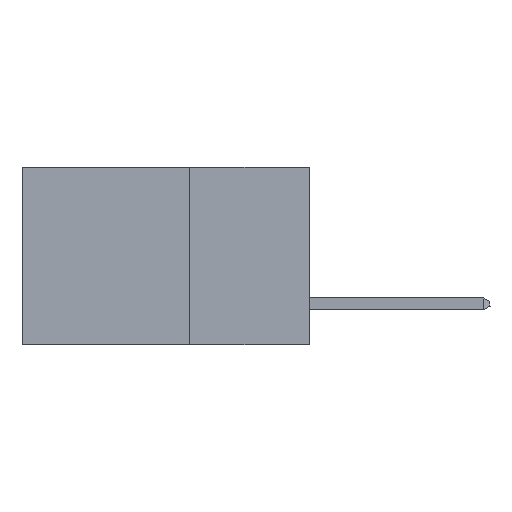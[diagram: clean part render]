
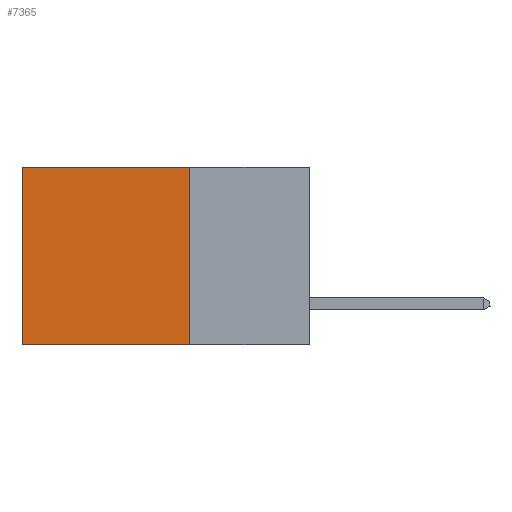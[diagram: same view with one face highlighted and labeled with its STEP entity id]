
A CAD part, left-side view. The second image highlights one B-rep face of the part: STEP entity #7365.
In plain terms, the highlighted planar face has unit normal (-1, 0, 0).
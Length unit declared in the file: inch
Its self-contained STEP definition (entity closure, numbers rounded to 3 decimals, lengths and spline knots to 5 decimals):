
#528 = LINE ( 'NONE', #14736, #18001 ) ;
#1251 = ORIENTED_EDGE ( 'NONE', *, *, #14828, .F. ) ;
#2274 = DIRECTION ( 'NONE',  ( 0., 0., -1. ) ) ;
#2483 = DIRECTION ( 'NONE',  ( 0., 1., 0. ) ) ;
#4654 = PLANE ( 'NONE',  #9428 ) ;
#5890 = LINE ( 'NONE', #11983, #26886 ) ;
#7002 = VERTEX_POINT ( 'NONE', #25775 ) ;
#7365 = ADVANCED_FACE ( 'NONE', ( #28664 ), #4654, .F. ) ;
#7690 = VERTEX_POINT ( 'NONE', #12752 ) ;
#7704 = LINE ( 'NONE', #10680, #22057 ) ;
#8351 = LINE ( 'NONE', #9063, #30908 ) ;
#9063 = CARTESIAN_POINT ( 'NONE',  ( 0.2875, 0.25, -0.37 ) ) ;
#9345 = CARTESIAN_POINT ( 'NONE',  ( 0.2875, 0.25, 0. ) ) ;
#9428 = AXIS2_PLACEMENT_3D ( 'NONE', #9345, #16814, #2274 ) ;
#10680 = CARTESIAN_POINT ( 'NONE',  ( 0.2875, 0.6, 0. ) ) ;
#11983 = CARTESIAN_POINT ( 'NONE',  ( 0.2875, 0.25, 0. ) ) ;
#12091 = EDGE_CURVE ( 'NONE', #31944, #7002, #8351, .T. ) ;
#12518 = CARTESIAN_POINT ( 'NONE',  ( 0.2875, 0.25, -0.37 ) ) ;
#12752 = CARTESIAN_POINT ( 'NONE',  ( 0.2875, 0.25, 0. ) ) ;
#14736 = CARTESIAN_POINT ( 'NONE',  ( 0.2875, 0.25, 0. ) ) ;
#14828 = EDGE_CURVE ( 'NONE', #7690, #31944, #5890, .T. ) ;
#15573 = CARTESIAN_POINT ( 'NONE',  ( 0.2875, 0.6, 0. ) ) ;
#15962 = ORIENTED_EDGE ( 'NONE', *, *, #12091, .F. ) ;
#16814 = DIRECTION ( 'NONE',  ( 1., 0., 0. ) ) ;
#17842 = EDGE_CURVE ( 'NONE', #23140, #7002, #7704, .T. ) ;
#18001 = VECTOR ( 'NONE', #2483, 39.37008 ) ;
#22057 = VECTOR ( 'NONE', #28180, 39.37008 ) ;
#23140 = VERTEX_POINT ( 'NONE', #15573 ) ;
#23833 = DIRECTION ( 'NONE',  ( 0., 1., 0. ) ) ;
#24830 = ORIENTED_EDGE ( 'NONE', *, *, #28190, .T. ) ;
#25775 = CARTESIAN_POINT ( 'NONE',  ( 0.2875, 0.6, -0.37 ) ) ;
#26886 = VECTOR ( 'NONE', #31849, 39.37008 ) ;
#27413 = ORIENTED_EDGE ( 'NONE', *, *, #17842, .T. ) ;
#28180 = DIRECTION ( 'NONE',  ( 0., 0., -1. ) ) ;
#28190 = EDGE_CURVE ( 'NONE', #7690, #23140, #528, .T. ) ;
#28664 = FACE_OUTER_BOUND ( 'NONE', #31300, .T. ) ;
#30908 = VECTOR ( 'NONE', #23833, 39.37008 ) ;
#31300 = EDGE_LOOP ( 'NONE', ( #27413, #15962, #1251, #24830 ) ) ;
#31849 = DIRECTION ( 'NONE',  ( 0., 0., -1. ) ) ;
#31944 = VERTEX_POINT ( 'NONE', #12518 ) ;
